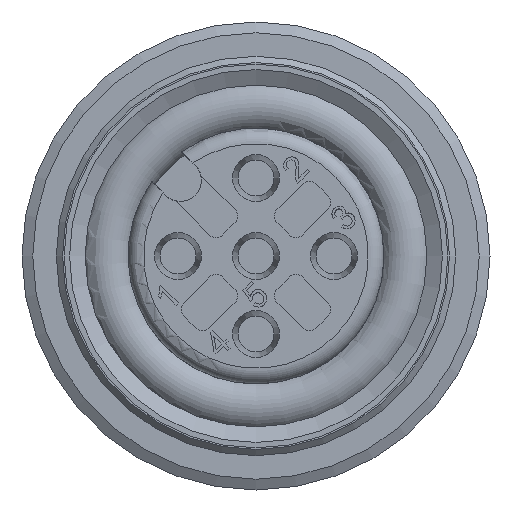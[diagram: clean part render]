
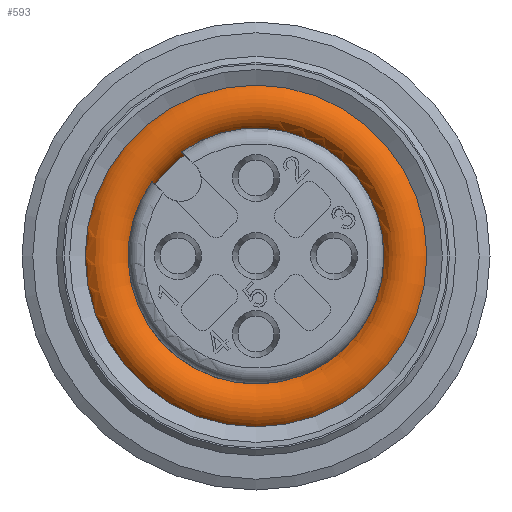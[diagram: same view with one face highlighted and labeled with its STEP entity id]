
A CAD part, left-side view. The second image highlights one B-rep face of the part: STEP entity #593.
In plain terms, the highlighted toroidal (fillet/blend) face has major radius 4.812 mm and minor radius 0.85 mm.
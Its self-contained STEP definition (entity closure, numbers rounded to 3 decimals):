
#236=TOROIDAL_SURFACE('',#5079,4.813,0.85);
#318=FACE_BOUND('',#1258,.T.);
#319=FACE_BOUND('',#1259,.T.);
#320=FACE_BOUND('',#1260,.T.);
#593=ADVANCED_FACE('',(#318,#319,#320),#236,.T.);
#1258=EDGE_LOOP('',(#2985));
#1259=EDGE_LOOP('',(#2986));
#1260=EDGE_LOOP('',(#2987,#2988,#2989,#2990));
#1528=B_SPLINE_CURVE_WITH_KNOTS('',3,(#10718,#10719,#10720,#10721,#10722,
#10723,#10724,#10725,#10726,#10727,#10728,#10729,#10730),.UNSPECIFIED.,
 .F.,.F.,(4,3,3,3,4),(0.,0.221,0.511,0.799,
1.),.UNSPECIFIED.);
#1530=B_SPLINE_CURVE_WITH_KNOTS('',3,(#10745,#10746,#10747,#10748,#10749,
#10750,#10751,#10752,#10753,#10754,#10755,#10756,#10757),.UNSPECIFIED.,
 .F.,.F.,(4,3,3,3,4),(0.,0.245,0.535,0.823,
1.),.UNSPECIFIED.);
#1758=CIRCLE('',#5066,4.1);
#1759=CIRCLE('',#5068,5.475);
#1762=CIRCLE('',#5074,4.125);
#1763=CIRCLE('',#5077,4.1);
#2985=ORIENTED_EDGE('',*,*,#4163,.T.);
#2986=ORIENTED_EDGE('',*,*,#4154,.F.);
#2987=ORIENTED_EDGE('',*,*,#4166,.F.);
#2988=ORIENTED_EDGE('',*,*,#4164,.T.);
#2989=ORIENTED_EDGE('',*,*,#4152,.F.);
#2990=ORIENTED_EDGE('',*,*,#4158,.T.);
#3510=VERTEX_POINT('',#10704);
#3511=VERTEX_POINT('',#10706);
#3512=VERTEX_POINT('',#10710);
#3515=VERTEX_POINT('',#10731);
#3518=VERTEX_POINT('',#10743);
#3519=VERTEX_POINT('',#10758);
#4152=EDGE_CURVE('',#3510,#3511,#1758,.T.);
#4154=EDGE_CURVE('',#3512,#3512,#1759,.T.);
#4158=EDGE_CURVE('',#3510,#3515,#1528,.T.);
#4163=EDGE_CURVE('',#3518,#3518,#1762,.T.);
#4164=EDGE_CURVE('',#3519,#3511,#1530,.T.);
#4166=EDGE_CURVE('',#3519,#3515,#1763,.T.);
#5066=AXIS2_PLACEMENT_3D('',#10705,#6162,#6163);
#5068=AXIS2_PLACEMENT_3D('',#10709,#6167,#6168);
#5074=AXIS2_PLACEMENT_3D('',#10742,#6183,#6184);
#5077=AXIS2_PLACEMENT_3D('',#10764,#6189,#6190);
#5079=AXIS2_PLACEMENT_3D('',#10766,#6193,#6194);
#6162=DIRECTION('',(-1.,0.,0.));
#6163=DIRECTION('',(0.,0.,-1.));
#6167=DIRECTION('',(1.,0.,0.));
#6168=DIRECTION('',(0.,0.,-1.));
#6183=DIRECTION('',(1.,0.,0.));
#6184=DIRECTION('',(0.,0.,-1.));
#6189=DIRECTION('',(1.,0.,0.));
#6190=DIRECTION('',(0.,0.,-1.));
#6193=DIRECTION('',(1.,0.,0.));
#6194=DIRECTION('',(0.,0.,-1.));
#10704=CARTESIAN_POINT('',(45.636,53.337,2.382));
#10705=CARTESIAN_POINT('',(45.636,50.,0.));
#10706=CARTESIAN_POINT('',(45.636,52.382,3.337));
#10709=CARTESIAN_POINT('',(45.567,50.,0.));
#10710=CARTESIAN_POINT('',(45.567,50.,-5.475));
#10718=CARTESIAN_POINT('',(45.636,53.337,2.382));
#10719=CARTESIAN_POINT('',(45.697,53.309,2.354));
#10720=CARTESIAN_POINT('',(45.762,53.286,2.332));
#10721=CARTESIAN_POINT('',(45.83,53.27,2.315));
#10722=CARTESIAN_POINT('',(45.92,53.248,2.294));
#10723=CARTESIAN_POINT('',(46.016,53.237,2.283));
#10724=CARTESIAN_POINT('',(46.111,53.238,2.284));
#10725=CARTESIAN_POINT('',(46.204,53.239,2.285));
#10726=CARTESIAN_POINT('',(46.299,53.251,2.297));
#10727=CARTESIAN_POINT('',(46.388,53.274,2.32));
#10728=CARTESIAN_POINT('',(46.45,53.29,2.336));
#10729=CARTESIAN_POINT('',(46.509,53.311,2.357));
#10730=CARTESIAN_POINT('',(46.564,53.337,2.383));
#10731=CARTESIAN_POINT('',(46.564,53.337,2.383));
#10742=CARTESIAN_POINT('',(46.6,50.,0.));
#10743=CARTESIAN_POINT('',(46.6,50.,-4.125));
#10745=CARTESIAN_POINT('',(46.564,52.383,3.337));
#10746=CARTESIAN_POINT('',(46.497,52.351,3.306));
#10747=CARTESIAN_POINT('',(46.424,52.327,3.281));
#10748=CARTESIAN_POINT('',(46.347,52.31,3.265));
#10749=CARTESIAN_POINT('',(46.257,52.29,3.245));
#10750=CARTESIAN_POINT('',(46.161,52.281,3.236));
#10751=CARTESIAN_POINT('',(46.066,52.284,3.239));
#10752=CARTESIAN_POINT('',(45.972,52.287,3.241));
#10753=CARTESIAN_POINT('',(45.878,52.301,3.256));
#10754=CARTESIAN_POINT('',(45.791,52.325,3.28));
#10755=CARTESIAN_POINT('',(45.737,52.341,3.295));
#10756=CARTESIAN_POINT('',(45.685,52.36,3.314));
#10757=CARTESIAN_POINT('',(45.636,52.382,3.337));
#10758=CARTESIAN_POINT('',(46.564,52.383,3.337));
#10764=CARTESIAN_POINT('',(46.564,50.,0.));
#10766=CARTESIAN_POINT('',(46.1,50.,0.));
